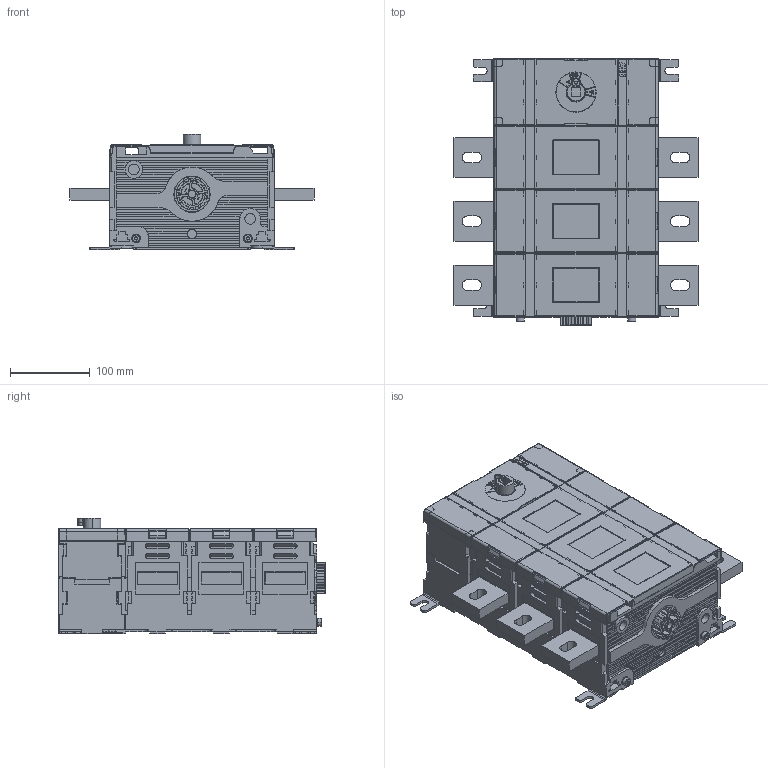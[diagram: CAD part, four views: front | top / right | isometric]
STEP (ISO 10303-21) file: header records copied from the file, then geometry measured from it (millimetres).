
FILE_DESCRIPTION((''),'2;1');
FILE_NAME('OT1000E03_ER_SW0001','2023-06-06T09:42:06',('FIEEROS'),(''),'CREO PARAMETRIC BY PTC INC, 2020184','CREO PARAMETRIC BY PTC INC, 2020184','');
FILE_SCHEMA(('AUTOMOTIVE_DESIGN { 1 0 10303 214 1 1 1 1 }'));
Products named in the file (1): OT1000E03_ER_SW0001
Bounding box: 306 x 334.5 x 145.4 mm (x, y, z)
Volume: 8139057.4 mm3; surface area: 763589.3 mm2
Topology: 1 solids, 2 shells, 6998 faces, 19503 edges, 12600 vertices
Faces by surface type: plane 4022, cylinder 1621, extrusion 736, bspline 258, torus 202, cone 108, sphere 51
Entity records: 361805 total; most frequent: CARTESIAN_POINT 103521, ORIENTED_EDGE 38880, DIRECTION 32607, EDGE_CURVE 19440, VECTOR 14246, LINE 13510, FILL_AREA_STYLE_COLOUR 13176, FILL_AREA_STYLE 13176
